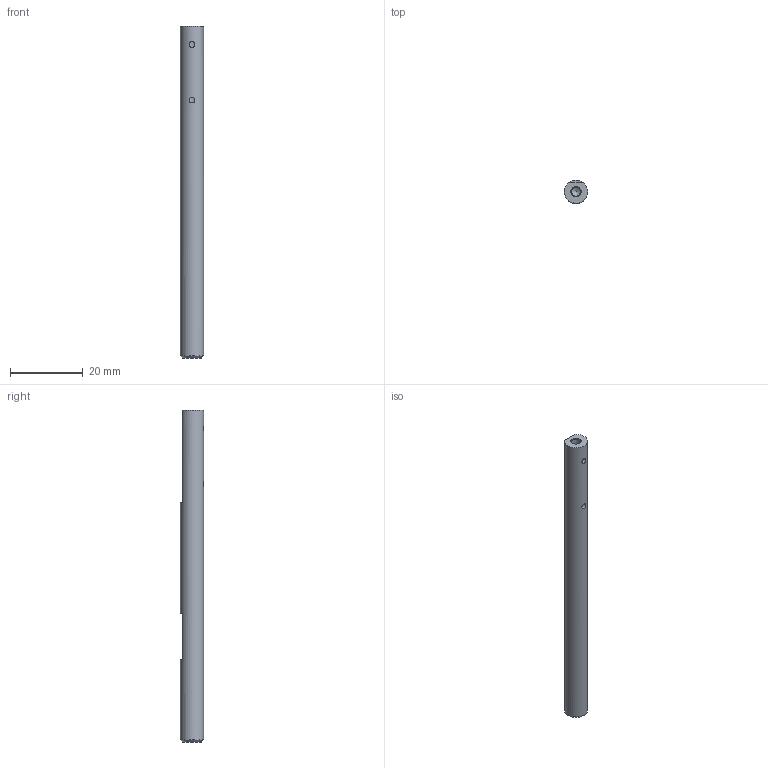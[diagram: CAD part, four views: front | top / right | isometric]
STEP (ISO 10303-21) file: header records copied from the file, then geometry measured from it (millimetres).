
FILE_DESCRIPTION(/* description */ ('NP2 SYSTEM DUAL NEW SCALE PROBE MOUNT ROD'),/* implementation_level */ '2;1');
FILE_NAME(/* name */ 'J010091 NP2 DUAL NS MOUNT Rev -.stp',/* time_stamp */ '2022-01-03T12:02:00-05:00',/* author */ ('arnoldj'),/* organization */ (''),/* preprocessor_version */ 'ST-DEVELOPER v18.1',/* originating_system */ 'Autodesk Inventor 2020',/* authorisation */ '');
FILE_SCHEMA (('AUTOMOTIVE_DESIGN { 1 0 10303 214 3 1 1 }'));
Length unit declared in the file: inch
Products named in the file (1): J010091
Bounding box: 6.35 x 6.35 x 91.11 mm (x, y, z)
Volume: 2590.1 mm3; surface area: 2216.1 mm2
Topology: 1 solids, 1 shells, 14 faces, 38 edges, 27 vertices
Faces by surface type: plane 7, cylinder 4, cone 3
Full cylindrical faces by diameter (mm): 1.567 x2, 2.502 x1, 6.35 x1
Entity records: 622 total; most frequent: CARTESIAN_POINT 215, ORIENTED_EDGE 74, DIRECTION 73, EDGE_CURVE 37, AXIS2_PLACEMENT_3D 29, VERTEX_POINT 27, EDGE_LOOP 20, LINE 15
